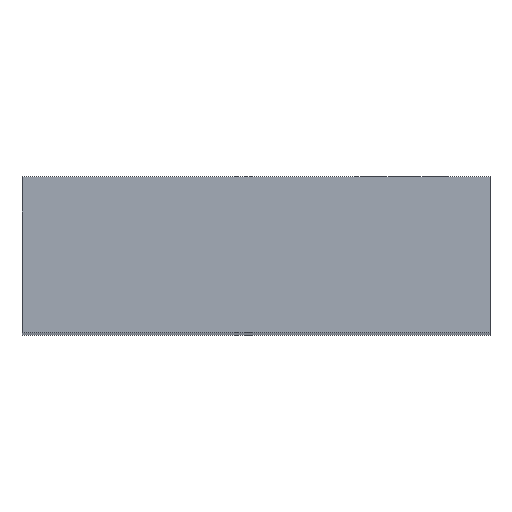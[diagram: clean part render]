
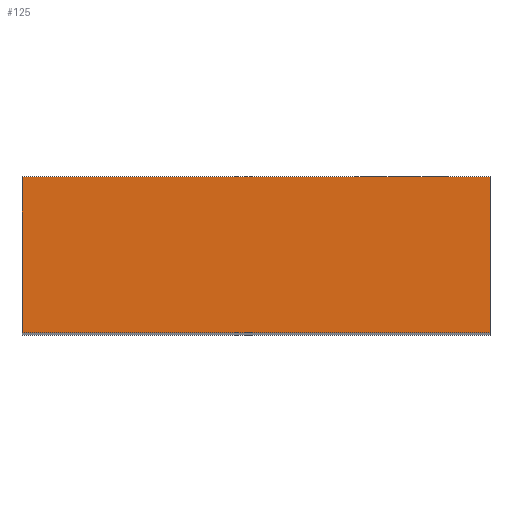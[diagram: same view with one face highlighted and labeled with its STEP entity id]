
A CAD part, top view. The second image highlights one B-rep face of the part: STEP entity #125.
In plain terms, the highlighted planar face has unit normal (0, 0, 1).
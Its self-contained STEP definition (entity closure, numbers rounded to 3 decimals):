
#16=LINE('',#200,#28);
#19=LINE('',#206,#31);
#22=LINE('',#212,#34);
#23=LINE('',#214,#35);
#28=VECTOR('',#167,1000.);
#31=VECTOR('',#172,1000.);
#34=VECTOR('',#177,1000.);
#35=VECTOR('',#180,1000.);
#61=ORIENTED_EDGE('',*,*,#78,.T.);
#62=ORIENTED_EDGE('',*,*,#71,.T.);
#63=ORIENTED_EDGE('',*,*,#77,.F.);
#64=ORIENTED_EDGE('',*,*,#74,.F.);
#71=EDGE_CURVE('',#85,#86,#16,.T.);
#74=EDGE_CURVE('',#87,#88,#19,.T.);
#77=EDGE_CURVE('',#88,#86,#22,.T.);
#78=EDGE_CURVE('',#87,#85,#23,.T.);
#85=VERTEX_POINT('',#201);
#86=VERTEX_POINT('',#202);
#87=VERTEX_POINT('',#207);
#88=VERTEX_POINT('',#208);
#100=EDGE_LOOP('',(#61,#62,#63,#64));
#110=FACE_BOUND('',#100,.T.);
#117=PLANE('',#148);
#125=ADVANCED_FACE('',(#110),#117,.T.);
#148=AXIS2_PLACEMENT_3D('',#215,#181,#182);
#167=DIRECTION('',(1.,0.,0.));
#172=DIRECTION('',(1.,0.,0.));
#177=DIRECTION('',(0.,-1.,0.));
#180=DIRECTION('',(0.,-1.,0.));
#181=DIRECTION('',(0.,0.,1.));
#182=DIRECTION('',(1.,0.,0.));
#200=CARTESIAN_POINT('',(-20.182,0.,4.5));
#201=CARTESIAN_POINT('',(-20.182,0.,4.5));
#202=CARTESIAN_POINT('',(-17.182,0.,4.5));
#206=CARTESIAN_POINT('',(-20.182,1.,4.5));
#207=CARTESIAN_POINT('',(-20.182,1.,4.5));
#208=CARTESIAN_POINT('',(-17.182,1.,4.5));
#212=CARTESIAN_POINT('',(-17.182,1.,4.5));
#214=CARTESIAN_POINT('',(-20.182,1.,4.5));
#215=CARTESIAN_POINT('',(-20.182,1.,4.5));
